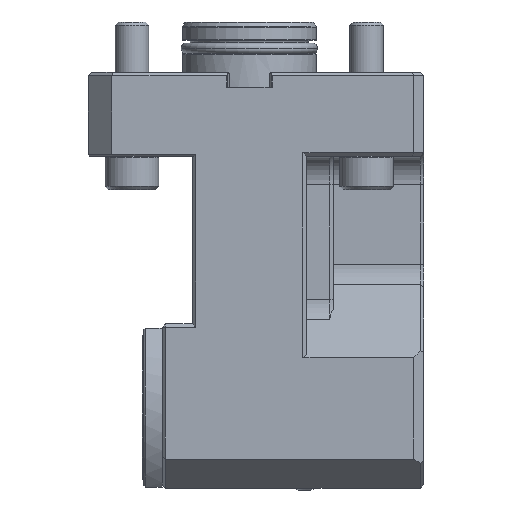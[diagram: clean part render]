
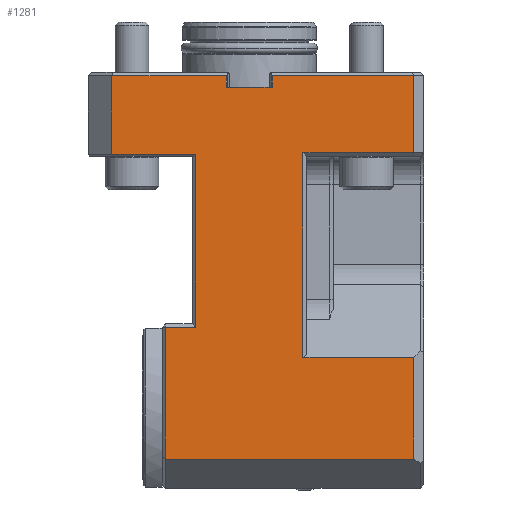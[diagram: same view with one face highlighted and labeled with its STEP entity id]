
A CAD part, front view. The second image highlights one B-rep face of the part: STEP entity #1281.
In plain terms, the highlighted planar face has unit normal (0, -1, 0).
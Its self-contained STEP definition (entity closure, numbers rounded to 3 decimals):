
#131=LINE('',#7048,#496);
#132=LINE('',#7050,#497);
#135=LINE('',#7056,#500);
#137=LINE('',#7060,#502);
#139=LINE('',#7064,#504);
#156=LINE('',#7101,#521);
#158=LINE('',#7104,#523);
#210=LINE('',#7262,#575);
#224=LINE('',#7318,#589);
#271=LINE('',#7464,#636);
#274=LINE('',#7470,#639);
#334=LINE('',#7629,#699);
#335=LINE('',#7631,#700);
#336=LINE('',#7632,#701);
#337=LINE('',#7633,#702);
#338=LINE('',#7635,#703);
#496=VECTOR('',#5410,1.);
#497=VECTOR('',#5413,1.);
#500=VECTOR('',#5418,1.);
#502=VECTOR('',#5422,1.);
#504=VECTOR('',#5426,1.);
#521=VECTOR('',#5459,1.);
#523=VECTOR('',#5463,1.);
#575=VECTOR('',#5585,1.);
#589=VECTOR('',#5621,1.);
#636=VECTOR('',#5732,1.);
#639=VECTOR('',#5737,1.);
#699=VECTOR('',#5905,1.);
#700=VECTOR('',#5908,1.);
#701=VECTOR('',#5909,1.);
#702=VECTOR('',#5910,1.);
#703=VECTOR('',#5911,1.);
#1281=ADVANCED_FACE('',(#1739),#1540,.F.);
#1540=PLANE('',#4929);
#1739=FACE_OUTER_BOUND('',#1958,.T.);
#1958=EDGE_LOOP('',(#2811,#2812,#2813,#2814,#2815,#2816,#2817,#2818,#2819,
#2820,#2821,#2822,#2823,#2824,#2825,#2826));
#2811=ORIENTED_EDGE('',*,*,#4245,.T.);
#2812=ORIENTED_EDGE('',*,*,#4246,.T.);
#2813=ORIENTED_EDGE('',*,*,#3987,.T.);
#2814=ORIENTED_EDGE('',*,*,#4077,.T.);
#2815=ORIENTED_EDGE('',*,*,#4163,.T.);
#2816=ORIENTED_EDGE('',*,*,#4247,.F.);
#2817=ORIENTED_EDGE('',*,*,#4166,.T.);
#2818=ORIENTED_EDGE('',*,*,#4099,.T.);
#2819=ORIENTED_EDGE('',*,*,#3985,.T.);
#2820=ORIENTED_EDGE('',*,*,#4248,.T.);
#2821=ORIENTED_EDGE('',*,*,#4249,.T.);
#2822=ORIENTED_EDGE('',*,*,#3983,.T.);
#2823=ORIENTED_EDGE('',*,*,#4005,.T.);
#2824=ORIENTED_EDGE('',*,*,#4007,.F.);
#2825=ORIENTED_EDGE('',*,*,#3980,.T.);
#2826=ORIENTED_EDGE('',*,*,#3979,.F.);
#3502=VERTEX_POINT('',#6940);
#3536=VERTEX_POINT('',#7042);
#3538=VERTEX_POINT('',#7047);
#3539=VERTEX_POINT('',#7051);
#3540=VERTEX_POINT('',#7055);
#3541=VERTEX_POINT('',#7059);
#3542=VERTEX_POINT('',#7061);
#3543=VERTEX_POINT('',#7065);
#3544=VERTEX_POINT('',#7066);
#3554=VERTEX_POINT('',#7100);
#3601=VERTEX_POINT('',#7261);
#3617=VERTEX_POINT('',#7319);
#3659=VERTEX_POINT('',#7463);
#3661=VERTEX_POINT('',#7468);
#3702=VERTEX_POINT('',#7628);
#3703=VERTEX_POINT('',#7634);
#3979=EDGE_CURVE('',#3538,#3536,#131,.T.);
#3980=EDGE_CURVE('',#3539,#3536,#132,.T.);
#3983=EDGE_CURVE('',#3540,#3502,#135,.T.);
#3985=EDGE_CURVE('',#3542,#3541,#137,.T.);
#3987=EDGE_CURVE('',#3543,#3544,#139,.T.);
#4005=EDGE_CURVE('',#3502,#3554,#156,.T.);
#4007=EDGE_CURVE('',#3539,#3554,#158,.T.);
#4077=EDGE_CURVE('',#3544,#3601,#210,.T.);
#4099=EDGE_CURVE('',#3617,#3542,#224,.T.);
#4163=EDGE_CURVE('',#3601,#3659,#271,.T.);
#4166=EDGE_CURVE('',#3661,#3617,#274,.T.);
#4245=EDGE_CURVE('',#3538,#3702,#334,.T.);
#4246=EDGE_CURVE('',#3702,#3543,#335,.T.);
#4247=EDGE_CURVE('',#3661,#3659,#336,.T.);
#4248=EDGE_CURVE('',#3541,#3703,#337,.T.);
#4249=EDGE_CURVE('',#3703,#3540,#338,.T.);
#4929=AXIS2_PLACEMENT_3D('',#7636,#5912,#5913);
#5410=DIRECTION('',(1.,0.,0.));
#5413=DIRECTION('',(0.,0.,1.));
#5418=DIRECTION('',(-1.,0.,0.));
#5422=DIRECTION('',(0.,0.,-1.));
#5426=DIRECTION('',(0.,0.,1.));
#5459=DIRECTION('',(0.,0.,-1.));
#5463=DIRECTION('',(-1.,0.,0.));
#5585=DIRECTION('',(-1.,0.,0.));
#5621=DIRECTION('',(-1.,0.,0.));
#5732=DIRECTION('',(0.,0.,-1.));
#5737=DIRECTION('',(0.,0.,1.));
#5905=DIRECTION('',(0.,0.,1.));
#5908=DIRECTION('',(1.,0.,0.));
#5909=DIRECTION('',(1.,0.,0.));
#5910=DIRECTION('',(1.,0.,0.));
#5911=DIRECTION('',(0.,0.,-1.));
#5912=DIRECTION('',(0.,1.,0.));
#5913=DIRECTION('',(0.,0.,1.));
#6940=CARTESIAN_POINT('',(-25.,-38.7,-76.));
#7042=CARTESIAN_POINT('',(49.,-38.7,-85.));
#7047=CARTESIAN_POINT('',(16.,-38.7,-85.));
#7048=CARTESIAN_POINT('',(25.,-38.7,-85.));
#7050=CARTESIAN_POINT('',(49.,-38.7,-124.));
#7051=CARTESIAN_POINT('',(49.,-38.7,-115.34));
#7055=CARTESIAN_POINT('',(-16.,-38.7,-76.));
#7056=CARTESIAN_POINT('',(52.,-38.7,-76.));
#7059=CARTESIAN_POINT('',(-41.,-38.7,-24.5));
#7060=CARTESIAN_POINT('',(-41.,-38.7,-124.));
#7061=CARTESIAN_POINT('',(-41.,-38.7,-1.));
#7064=CARTESIAN_POINT('',(49.,-38.7,-124.));
#7065=CARTESIAN_POINT('',(49.,-38.7,-24.));
#7066=CARTESIAN_POINT('',(49.,-38.7,-1.));
#7100=CARTESIAN_POINT('',(-25.,-38.7,-115.34));
#7101=CARTESIAN_POINT('',(-25.,-38.7,-115.34));
#7104=CARTESIAN_POINT('',(59.725,-38.7,-115.34));
#7261=CARTESIAN_POINT('',(6.8,-38.7,-1.));
#7262=CARTESIAN_POINT('',(6.5,-38.7,-1.));
#7318=CARTESIAN_POINT('',(-41.,-38.7,-1.));
#7319=CARTESIAN_POINT('',(-6.8,-38.7,-1.));
#7463=CARTESIAN_POINT('',(6.8,-38.7,-4.5));
#7464=CARTESIAN_POINT('',(6.8,-38.7,-124.));
#7468=CARTESIAN_POINT('',(-6.8,-38.7,-4.5));
#7470=CARTESIAN_POINT('',(-6.8,-38.7,-124.));
#7628=CARTESIAN_POINT('',(16.,-38.7,-24.));
#7629=CARTESIAN_POINT('',(16.,-38.7,-124.));
#7631=CARTESIAN_POINT('',(52.,-38.7,-24.));
#7632=CARTESIAN_POINT('',(52.,-38.7,-4.5));
#7633=CARTESIAN_POINT('',(52.,-38.7,-24.5));
#7634=CARTESIAN_POINT('',(-16.,-38.7,-24.5));
#7635=CARTESIAN_POINT('',(-16.,-38.7,-124.));
#7636=CARTESIAN_POINT('',(52.,-38.7,-124.));
